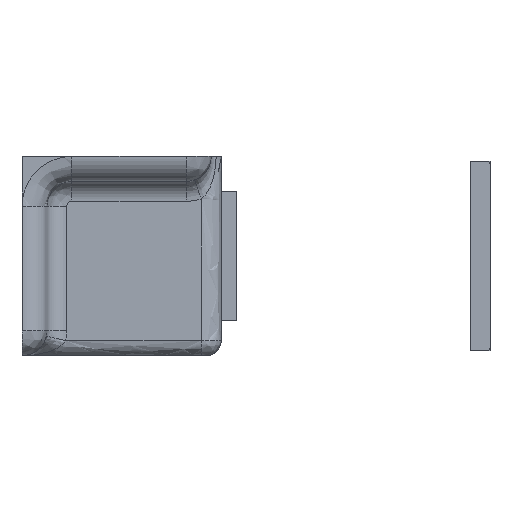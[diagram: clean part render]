
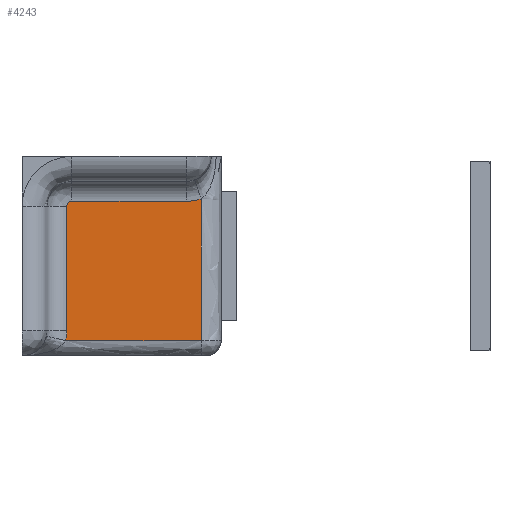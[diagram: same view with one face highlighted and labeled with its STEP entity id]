
A CAD part, left-side view. The second image highlights one B-rep face of the part: STEP entity #4243.
In plain terms, the highlighted free-form (B-spline) face has degree [1, 1] with [2, 2] control points.
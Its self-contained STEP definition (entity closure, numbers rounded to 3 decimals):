
#3862=CARTESIAN_POINT('',(-20.5,-5.0,5.5));
#3863=VERTEX_POINT('',#3862);
#3877=CARTESIAN_POINT('',(-20.5,-16.5,5.5));
#3878=VERTEX_POINT('',#3877);
#3879=CARTESIAN_POINT('',(-20.5,-16.5,5.5));
#3880=CARTESIAN_POINT('',(-20.5,-5.0,5.5));
#3881=QUASI_UNIFORM_CURVE('',1,(#3879,#3880),.UNSPECIFIED.,.F.,.U.);
#3882=EDGE_CURVE('',#3878,#3863,#3881,.T.);
#3940=CARTESIAN_POINT('',(-20.5,-4.5,5.));
#3941=VERTEX_POINT('',#3940);
#3956=CARTESIAN_POINT('',(-20.5,-5.0,5.5));
#3957=CARTESIAN_POINT('',(-20.5,-4.935,5.5));
#3958=CARTESIAN_POINT('',(-20.5,-4.812,5.476));
#3959=CARTESIAN_POINT('',(-20.5,-4.643,5.369));
#3960=CARTESIAN_POINT('',(-20.5,-4.528,5.205));
#3961=CARTESIAN_POINT('',(-20.5,-4.5,5.065));
#3962=CARTESIAN_POINT('',(-20.5,-4.5,5.));
#3963=B_SPLINE_CURVE_WITH_KNOTS('',3,(#3956,#3957,#3958,#3959,#3960,#3961,#3962),.UNSPECIFIED.,.F.,.U.,(4,1,1,1,4),(0.,0.196,0.368,0.589,0.785),.UNSPECIFIED.);
#3964=EDGE_CURVE('',#3863,#3941,#3963,.T.);
#3996=CARTESIAN_POINT('',(-20.5,-4.5,-7.5));
#3997=VERTEX_POINT('',#3996);
#3998=CARTESIAN_POINT('',(-20.5,-4.5,5.));
#3999=CARTESIAN_POINT('',(-20.5,-4.5,-7.5));
#4000=QUASI_UNIFORM_CURVE('',1,(#3998,#3999),.UNSPECIFIED.,.F.,.U.);
#4001=EDGE_CURVE('',#3941,#3997,#4000,.T.);
#4203=CARTESIAN_POINT('',(-20.5,-18.68,6.47));
#4204=CARTESIAN_POINT('',(-20.5,-18.68,-9.212));
#4205=CARTESIAN_POINT('',(-20.5,-3.708,6.47));
#4206=CARTESIAN_POINT('',(-20.5,-3.708,-9.212));
#4207=B_SPLINE_SURFACE_WITH_KNOTS('',1,1,((#4203,#4205),(#4204,#4206)),.UNSPECIFIED.,.F.,.F.,.U.,(2,2),(2,2),(0.0,15.682),(0.0,14.972),.UNSPECIFIED.);
#4208=CARTESIAN_POINT('',(-20.5,-18.0,-8.5));
#4209=VERTEX_POINT('',#4208);
#4210=CARTESIAN_POINT('',(-20.5,-18.0,5.757));
#4211=VERTEX_POINT('',#4210);
#4212=CARTESIAN_POINT('',(-20.5,-18.0,-8.5));
#4213=CARTESIAN_POINT('',(-20.5,-18.0,5.757));
#4214=QUASI_UNIFORM_CURVE('',1,(#4212,#4213),.UNSPECIFIED.,.F.,.U.);
#4215=EDGE_CURVE('',#4209,#4211,#4214,.T.);
#4216=ORIENTED_EDGE('',*,*,#4215,.T.);
#4217=CARTESIAN_POINT('',(-20.5,-18.0,5.757));
#4218=CARTESIAN_POINT('',(-20.5,-17.519,5.587));
#4219=CARTESIAN_POINT('',(-20.5,-17.01,5.5));
#4220=CARTESIAN_POINT('',(-20.5,-16.5,5.5));
#4221=B_SPLINE_CURVE_WITH_KNOTS('',3,(#4217,#4218,#4219,#4220),.UNSPECIFIED.,.F.,.U.,(4,4),(0.,1.529),.UNSPECIFIED.);
#4222=EDGE_CURVE('',#4211,#3878,#4221,.T.);
#4223=ORIENTED_EDGE('',*,*,#4222,.T.);
#4224=ORIENTED_EDGE('',*,*,#3882,.T.);
#4225=ORIENTED_EDGE('',*,*,#3964,.T.);
#4226=ORIENTED_EDGE('',*,*,#4001,.T.);
#4227=CARTESIAN_POINT('',(-20.5,-4.387,-8.5));
#4228=VERTEX_POINT('',#4227);
#4229=CARTESIAN_POINT('',(-20.5,-4.5,-7.5));
#4230=CARTESIAN_POINT('',(-20.5,-4.5,-7.836));
#4231=CARTESIAN_POINT('',(-20.5,-4.462,-8.172));
#4232=CARTESIAN_POINT('',(-20.5,-4.387,-8.5));
#4233=B_SPLINE_CURVE_WITH_KNOTS('',3,(#4229,#4230,#4231,#4232),.UNSPECIFIED.,.F.,.U.,(4,4),(0.,1.008),.UNSPECIFIED.);
#4234=EDGE_CURVE('',#3997,#4228,#4233,.T.);
#4235=ORIENTED_EDGE('',*,*,#4234,.T.);
#4236=CARTESIAN_POINT('',(-20.5,-4.387,-8.5));
#4237=CARTESIAN_POINT('',(-20.5,-18.0,-8.5));
#4238=QUASI_UNIFORM_CURVE('',1,(#4236,#4237),.UNSPECIFIED.,.F.,.U.);
#4239=EDGE_CURVE('',#4228,#4209,#4238,.T.);
#4240=ORIENTED_EDGE('',*,*,#4239,.T.);
#4241=EDGE_LOOP('',(#4216,#4223,#4224,#4225,#4226,#4235,#4240));
#4242=FACE_OUTER_BOUND('',#4241,.T.);
#4243=ADVANCED_FACE('',(#4242),#4207,.F.);
